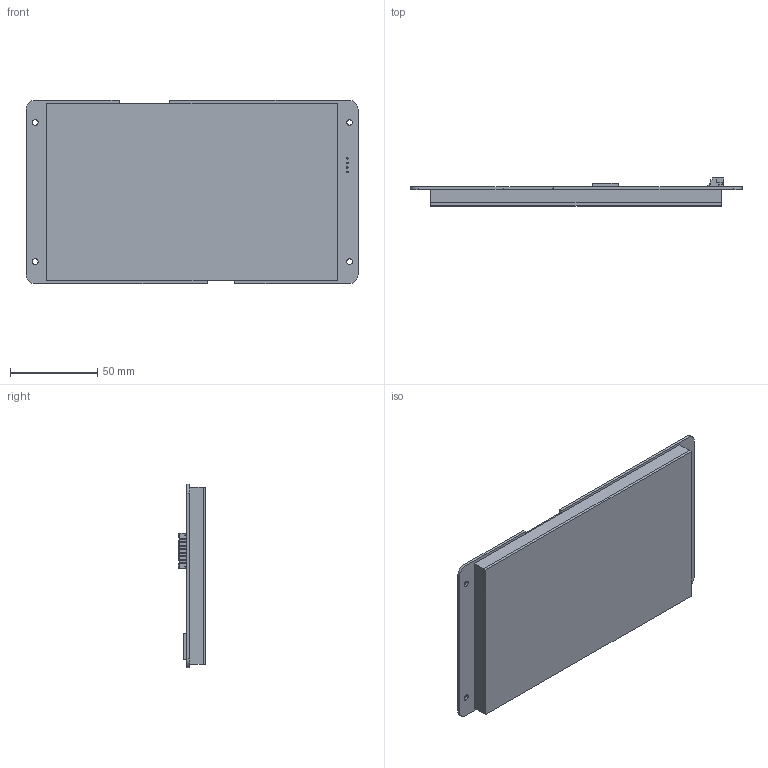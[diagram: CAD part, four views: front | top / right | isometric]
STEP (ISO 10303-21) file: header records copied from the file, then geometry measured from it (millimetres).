
FILE_DESCRIPTION(/* description */ (''),/* implementation_level */ '2;1');
FILE_NAME(/* name */ 'P80480J70L_T01.stp',/* time_stamp */ '2022-11-30T11:27:49-03:00',/* author */ ('Reservaa'),/* organization */ (''),/* preprocessor_version */ 'ST-DEVELOPER v18.1',/* originating_system */ 'Autodesk Inventor 2022',/* authorisation */ '');
FILE_SCHEMA (('AUTOMOTIVE_DESIGN { 1 0 10303 214 3 1 1 }'));
Length unit declared in the file: millimetre
Products named in the file (6): Display P80480J70L_T01; Placa J70L_T01; Tela J70L_T01; Vidro da Tela J70L_T01; sd; CI06
Assembly tree (5 placements, depth 2):
  Display P80480J70L_T01
    Placa J70L_T01
    Tela J70L_T01
    Vidro da Tela J70L_T01
    sd
    CI06
Bounding box: 190.4 x 16 x 105.2 mm (x, y, z)
Volume: 188409.7 mm3; surface area: 115164 mm2
Topology: 5 solids, 5 shells, 550 faces, 1444 edges, 930 vertices
Faces by surface type: plane 469, cylinder 52, bspline 29
Full cylindrical faces by diameter (mm): 0.9 x4, 1.5 x4, 3.3 x4
Entity records: 17458 total; most frequent: CARTESIAN_POINT 3312, ORIENTED_EDGE 2888, DIRECTION 2586, EDGE_CURVE 1444, LINE 1250, VECTOR 1250, VERTEX_POINT 930, AXIS2_PLACEMENT_3D 668
